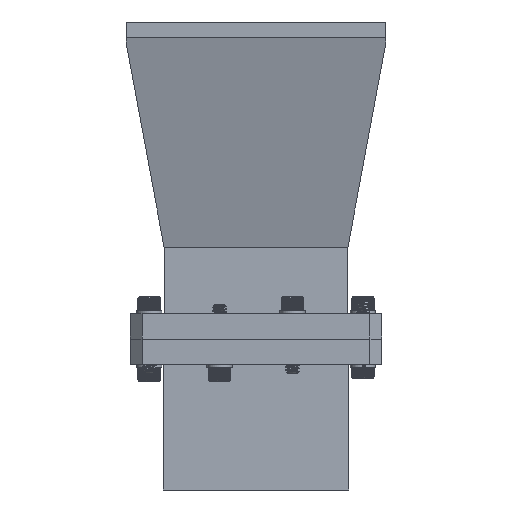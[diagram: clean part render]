
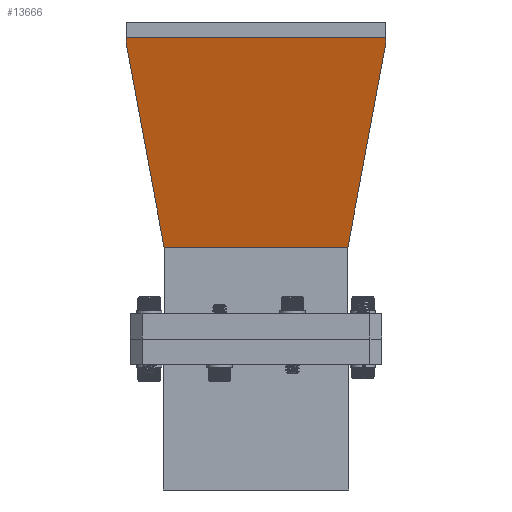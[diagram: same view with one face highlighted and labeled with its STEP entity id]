
A CAD part, front view. The second image highlights one B-rep face of the part: STEP entity #13666.
In plain terms, the highlighted face is planar.
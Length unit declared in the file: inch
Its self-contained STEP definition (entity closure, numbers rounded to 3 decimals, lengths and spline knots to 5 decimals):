
#572 = LINE ( 'NONE', #12081, #5714 ) ;
#737 = DIRECTION ( 'NONE',  ( -0.968, 0., -0.249 ) ) ;
#1178 = CARTESIAN_POINT ( 'NONE',  ( -0.51666, 0.91311, 1.95763 ) ) ;
#1265 = VERTEX_POINT ( 'NONE', #10167 ) ;
#1371 = ORIENTED_EDGE ( 'NONE', *, *, #5580, .T. ) ;
#1408 = VECTOR ( 'NONE', #11613, 39.37008 ) ;
#1500 = EDGE_CURVE ( 'NONE', #5625, #4382, #3418, .T. ) ;
#1505 = LINE ( 'NONE', #4984, #8997 ) ;
#1726 = LINE ( 'NONE', #2850, #10463 ) ;
#1836 = CARTESIAN_POINT ( 'NONE',  ( -0.79809, 0., 3.05209 ) ) ;
#2012 = CARTESIAN_POINT ( 'NONE',  ( -1.05248, -1.28916, 4.0414 ) ) ;
#2850 = CARTESIAN_POINT ( 'NONE',  ( -0.51666, -0.91311, 1.95763 ) ) ;
#3395 = ORIENTED_EDGE ( 'NONE', *, *, #13388, .T. ) ;
#3418 = LINE ( 'NONE', #1178, #13979 ) ;
#4082 = DIRECTION ( 'NONE',  ( -0.249, 0., 0.968 ) ) ;
#4127 = CARTESIAN_POINT ( 'NONE',  ( -1.03734, -1.28916, 3.98251 ) ) ;
#4147 = ORIENTED_EDGE ( 'NONE', *, *, #1500, .T. ) ;
#4150 = CARTESIAN_POINT ( 'NONE',  ( -1.03734, 1.28916, 3.98251 ) ) ;
#4180 = EDGE_LOOP ( 'NONE', ( #3395, #6159, #12560, #7970, #1371, #4147, #12210, #12508 ) ) ;
#4181 = DIRECTION ( 'NONE',  ( -0.249, 0., 0.968 ) ) ;
#4382 = VERTEX_POINT ( 'NONE', #7431 ) ;
#4514 = EDGE_CURVE ( 'NONE', #4382, #14282, #12279, .T. ) ;
#4984 = CARTESIAN_POINT ( 'NONE',  ( -1.05248, 0., 4.0414 ) ) ;
#5245 = DIRECTION ( 'NONE',  ( -0.249, 0., 0.968 ) ) ;
#5339 = CARTESIAN_POINT ( 'NONE',  ( -0.51561, -0.91311, 1.95356 ) ) ;
#5388 = VECTOR ( 'NONE', #13189, 39.37008 ) ;
#5580 = EDGE_CURVE ( 'NONE', #6017, #5625, #13356, .T. ) ;
#5625 = VERTEX_POINT ( 'NONE', #7688 ) ;
#5714 = VECTOR ( 'NONE', #4082, 39.37008 ) ;
#6017 = VERTEX_POINT ( 'NONE', #13606 ) ;
#6159 = ORIENTED_EDGE ( 'NONE', *, *, #14114, .T. ) ;
#6172 = AXIS2_PLACEMENT_3D ( 'NONE', #1836, #737, #5245 ) ;
#6336 = PLANE ( 'NONE',  #6172 ) ;
#6612 = CARTESIAN_POINT ( 'NONE',  ( -0.51561, 0., 1.95356 ) ) ;
#7347 = DIRECTION ( 'NONE',  ( -0.245, -0.177, 0.953 ) ) ;
#7431 = CARTESIAN_POINT ( 'NONE',  ( -0.51561, 0.91311, 1.95356 ) ) ;
#7688 = CARTESIAN_POINT ( 'NONE',  ( -0.51666, 0.91311, 1.95763 ) ) ;
#7970 = ORIENTED_EDGE ( 'NONE', *, *, #8199, .T. ) ;
#7991 = CARTESIAN_POINT ( 'NONE',  ( -0.51561, -0.91311, 1.95356 ) ) ;
#8199 = EDGE_CURVE ( 'NONE', #1265, #6017, #11532, .T. ) ;
#8588 = FACE_OUTER_BOUND ( 'NONE', #4180, .T. ) ;
#8997 = VECTOR ( 'NONE', #10293, 39.37008 ) ;
#9104 = VERTEX_POINT ( 'NONE', #14100 ) ;
#9555 = VERTEX_POINT ( 'NONE', #2012 ) ;
#10167 = CARTESIAN_POINT ( 'NONE',  ( -1.05248, 1.28916, 4.0414 ) ) ;
#10293 = DIRECTION ( 'NONE',  ( 0., 1., 0. ) ) ;
#10358 = VERTEX_POINT ( 'NONE', #4127 ) ;
#10463 = VECTOR ( 'NONE', #7347, 39.37008 ) ;
#11185 = DIRECTION ( 'NONE',  ( 0., -1., 0. ) ) ;
#11532 = LINE ( 'NONE', #12717, #1408 ) ;
#11613 = DIRECTION ( 'NONE',  ( 0.249, 0., -0.968 ) ) ;
#11673 = EDGE_CURVE ( 'NONE', #9555, #1265, #1505, .T. ) ;
#11762 = EDGE_CURVE ( 'NONE', #14282, #9104, #14479, .T. ) ;
#12081 = CARTESIAN_POINT ( 'NONE',  ( -1.03734, -1.28916, 3.98251 ) ) ;
#12210 = ORIENTED_EDGE ( 'NONE', *, *, #4514, .T. ) ;
#12279 = LINE ( 'NONE', #6612, #14617 ) ;
#12508 = ORIENTED_EDGE ( 'NONE', *, *, #11762, .T. ) ;
#12560 = ORIENTED_EDGE ( 'NONE', *, *, #11673, .T. ) ;
#12717 = CARTESIAN_POINT ( 'NONE',  ( -1.05248, 1.28916, 4.0414 ) ) ;
#13189 = DIRECTION ( 'NONE',  ( 0.245, -0.177, -0.953 ) ) ;
#13356 = LINE ( 'NONE', #4150, #5388 ) ;
#13388 = EDGE_CURVE ( 'NONE', #9104, #10358, #1726, .T. ) ;
#13606 = CARTESIAN_POINT ( 'NONE',  ( -1.03734, 1.28916, 3.98251 ) ) ;
#13641 = DIRECTION ( 'NONE',  ( 0.249, 0., -0.968 ) ) ;
#13666 = ADVANCED_FACE ( 'NONE', ( #8588 ), #6336, .T. ) ;
#13749 = VECTOR ( 'NONE', #4181, 39.37008 ) ;
#13979 = VECTOR ( 'NONE', #13641, 39.37008 ) ;
#14100 = CARTESIAN_POINT ( 'NONE',  ( -0.51666, -0.91311, 1.95763 ) ) ;
#14114 = EDGE_CURVE ( 'NONE', #10358, #9555, #572, .T. ) ;
#14282 = VERTEX_POINT ( 'NONE', #7991 ) ;
#14479 = LINE ( 'NONE', #5339, #13749 ) ;
#14617 = VECTOR ( 'NONE', #11185, 39.37008 ) ;
